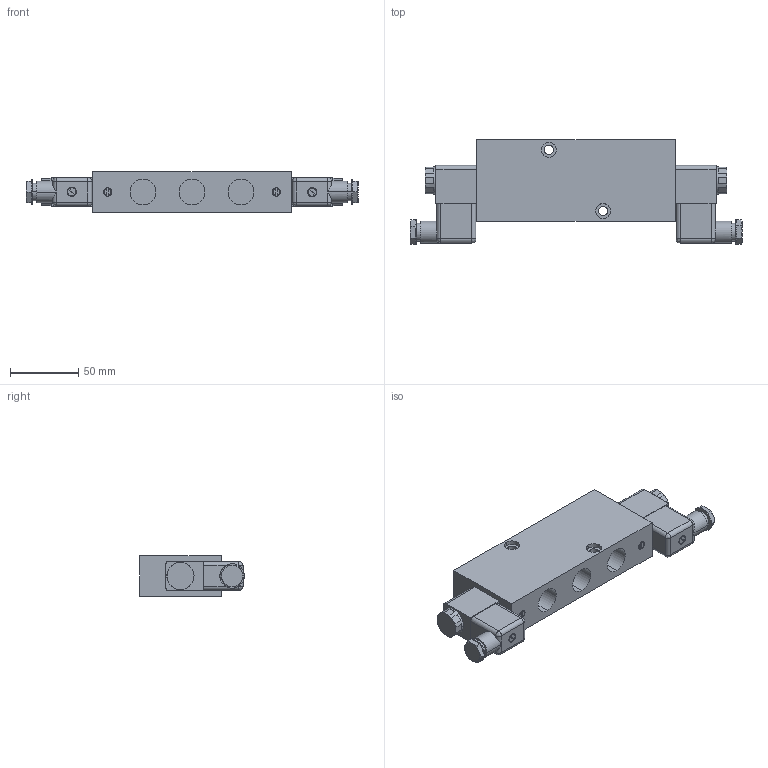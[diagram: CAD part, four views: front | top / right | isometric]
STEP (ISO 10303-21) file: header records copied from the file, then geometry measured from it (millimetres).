
FILE_DESCRIPTION (( 'STEP AP203' ), '1' );
FILE_NAME ('MNH.520.121.STEP', '2018-11-21T12:48:00', ( '' ), ( '' ), 'SwSTEP 2.0', 'SolidWorks 2013', '' );
FILE_SCHEMA (( 'CONFIG_CONTROL_DESIGN' ));
Length unit declared in the file: millimetre
Products named in the file (1): MNH.520.121
Bounding box: 244 x 77 x 30 mm (x, y, z)
Volume: 325320.7 mm3; surface area: 49612.8 mm2
Topology: 1 solids, 1 shells, 219 faces, 511 edges, 318 vertices
Faces by surface type: plane 124, cylinder 80, bspline 8, cone 7
Entity records: 6508 total; most frequent: CARTESIAN_POINT 1358, DIRECTION 1111, ORIENTED_EDGE 1006, EDGE_CURVE 503, AXIS2_PLACEMENT_3D 423, VERTEX_POINT 318, LINE 265, VECTOR 265
